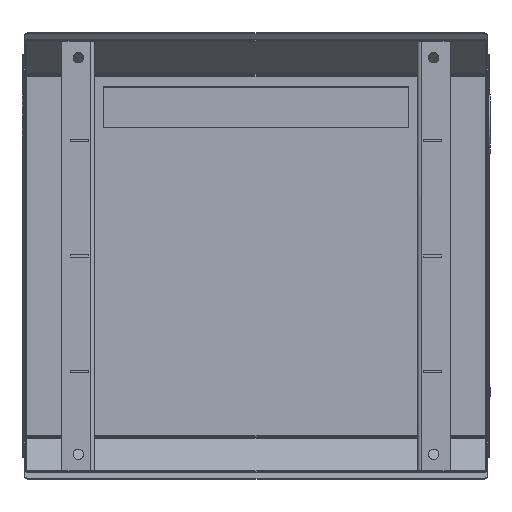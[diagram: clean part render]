
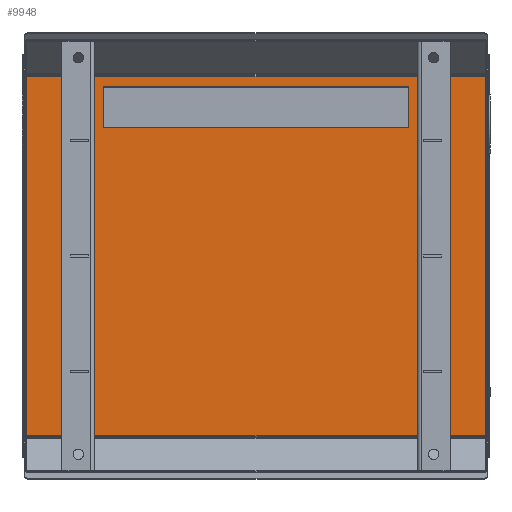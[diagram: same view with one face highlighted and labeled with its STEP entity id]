
A CAD part, front view. The second image highlights one B-rep face of the part: STEP entity #9948.
In plain terms, the highlighted planar face has unit normal (0, -1, 0).
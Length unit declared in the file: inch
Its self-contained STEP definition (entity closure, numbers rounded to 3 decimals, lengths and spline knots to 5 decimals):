
#137 = CARTESIAN_POINT ( 'NONE',  ( 0., 0., 0. ) ) ;
#207 = ORIENTED_EDGE ( 'NONE', *, *, #18415, .F. ) ;
#389 = VECTOR ( 'NONE', #439, 39.37008 ) ;
#439 = DIRECTION ( 'NONE',  ( -1., 0., 0. ) ) ;
#450 = VECTOR ( 'NONE', #12560, 39.37008 ) ;
#985 = CARTESIAN_POINT ( 'NONE',  ( 14., 0., 13.6152 ) ) ;
#1419 = CARTESIAN_POINT ( 'NONE',  ( -13.8652, 0., 13.6152 ) ) ;
#1479 = DIRECTION ( 'NONE',  ( 0., 0., 1. ) ) ;
#1598 = DIRECTION ( 'NONE',  ( 1., 0., 0. ) ) ;
#2022 = FACE_BOUND ( 'NONE', #4838, .T. ) ;
#2200 = ORIENTED_EDGE ( 'NONE', *, *, #4005, .F. ) ;
#2377 = CARTESIAN_POINT ( 'NONE',  ( 13.8652, 0., -8.1152 ) ) ;
#2494 = DIRECTION ( 'NONE',  ( 1., 0., 0. ) ) ;
#2575 = EDGE_CURVE ( 'NONE', #6667, #16244, #5692, .T. ) ;
#2705 = LINE ( 'NONE', #2377, #15834 ) ;
#2965 = LINE ( 'NONE', #5889, #6875 ) ;
#3494 = VERTEX_POINT ( 'NONE', #17297 ) ;
#4005 = EDGE_CURVE ( 'NONE', #12668, #4791, #4492, .T. ) ;
#4330 = LINE ( 'NONE', #10675, #389 ) ;
#4492 = LINE ( 'NONE', #985, #9550 ) ;
#4791 = VERTEX_POINT ( 'NONE', #17925 ) ;
#4838 = EDGE_LOOP ( 'NONE', ( #5713, #18118, #14788, #18309 ) ) ;
#5692 = LINE ( 'NONE', #16296, #16028 ) ;
#5713 = ORIENTED_EDGE ( 'NONE', *, *, #16361, .F. ) ;
#5818 = CARTESIAN_POINT ( 'NONE',  ( 0., 0., 10.5 ) ) ;
#5889 = CARTESIAN_POINT ( 'NONE',  ( -9.25, 0., 0. ) ) ;
#5959 = FACE_OUTER_BOUND ( 'NONE', #15281, .T. ) ;
#6085 = VERTEX_POINT ( 'NONE', #10819 ) ;
#6667 = VERTEX_POINT ( 'NONE', #16510 ) ;
#6875 = VECTOR ( 'NONE', #10313, 39.37008 ) ;
#7362 = DIRECTION ( 'NONE',  ( 0., 0., 1. ) ) ;
#7492 = ORIENTED_EDGE ( 'NONE', *, *, #8220, .F. ) ;
#8220 = EDGE_CURVE ( 'NONE', #3494, #6085, #13136, .T. ) ;
#9278 = ORIENTED_EDGE ( 'NONE', *, *, #16596, .F. ) ;
#9550 = VECTOR ( 'NONE', #2494, 39.37008 ) ;
#9948 = ADVANCED_FACE ( 'NONE', ( #5959, #2022 ), #10380, .F. ) ;
#9965 = EDGE_CURVE ( 'NONE', #17564, #18570, #2965, .T. ) ;
#10243 = CARTESIAN_POINT ( 'NONE',  ( -13.8652, 0., 13.6152 ) ) ;
#10313 = DIRECTION ( 'NONE',  ( 0., 0., -1. ) ) ;
#10380 = PLANE ( 'NONE',  #10987 ) ;
#10675 = CARTESIAN_POINT ( 'NONE',  ( 0., 0., 13. ) ) ;
#10819 = CARTESIAN_POINT ( 'NONE',  ( -13.8652, 0., -8.1152 ) ) ;
#10987 = AXIS2_PLACEMENT_3D ( 'NONE', #137, #11705, #1479 ) ;
#11168 = CARTESIAN_POINT ( 'NONE',  ( -9.25, 0., 13. ) ) ;
#11375 = CARTESIAN_POINT ( 'NONE',  ( -9.25, 0., 10.5 ) ) ;
#11705 = DIRECTION ( 'NONE',  ( 0., 1., 0. ) ) ;
#12196 = CARTESIAN_POINT ( 'NONE',  ( 9.25, 0., 13. ) ) ;
#12560 = DIRECTION ( 'NONE',  ( -1., 0., 0. ) ) ;
#12668 = VERTEX_POINT ( 'NONE', #1419 ) ;
#13136 = LINE ( 'NONE', #16929, #450 ) ;
#13271 = DIRECTION ( 'NONE',  ( 0., 0., 1. ) ) ;
#13324 = LINE ( 'NONE', #10243, #16785 ) ;
#14788 = ORIENTED_EDGE ( 'NONE', *, *, #16217, .F. ) ;
#15281 = EDGE_LOOP ( 'NONE', ( #7492, #9278, #2200, #207 ) ) ;
#15641 = DIRECTION ( 'NONE',  ( 0., 0., -1. ) ) ;
#15834 = VECTOR ( 'NONE', #15641, 39.37008 ) ;
#16028 = VECTOR ( 'NONE', #13271, 39.37008 ) ;
#16217 = EDGE_CURVE ( 'NONE', #18570, #6667, #17655, .T. ) ;
#16244 = VERTEX_POINT ( 'NONE', #12196 ) ;
#16296 = CARTESIAN_POINT ( 'NONE',  ( 9.25, 0., 0. ) ) ;
#16361 = EDGE_CURVE ( 'NONE', #16244, #17564, #4330, .T. ) ;
#16504 = VECTOR ( 'NONE', #1598, 39.37008 ) ;
#16510 = CARTESIAN_POINT ( 'NONE',  ( 9.25, 0., 10.5 ) ) ;
#16596 = EDGE_CURVE ( 'NONE', #4791, #3494, #2705, .T. ) ;
#16785 = VECTOR ( 'NONE', #7362, 39.37008 ) ;
#16929 = CARTESIAN_POINT ( 'NONE',  ( -14., 0., -8.1152 ) ) ;
#17297 = CARTESIAN_POINT ( 'NONE',  ( 13.8652, 0., -8.1152 ) ) ;
#17564 = VERTEX_POINT ( 'NONE', #11168 ) ;
#17655 = LINE ( 'NONE', #5818, #16504 ) ;
#17925 = CARTESIAN_POINT ( 'NONE',  ( 13.8652, 0., 13.6152 ) ) ;
#18118 = ORIENTED_EDGE ( 'NONE', *, *, #2575, .F. ) ;
#18309 = ORIENTED_EDGE ( 'NONE', *, *, #9965, .F. ) ;
#18415 = EDGE_CURVE ( 'NONE', #6085, #12668, #13324, .T. ) ;
#18570 = VERTEX_POINT ( 'NONE', #11375 ) ;
